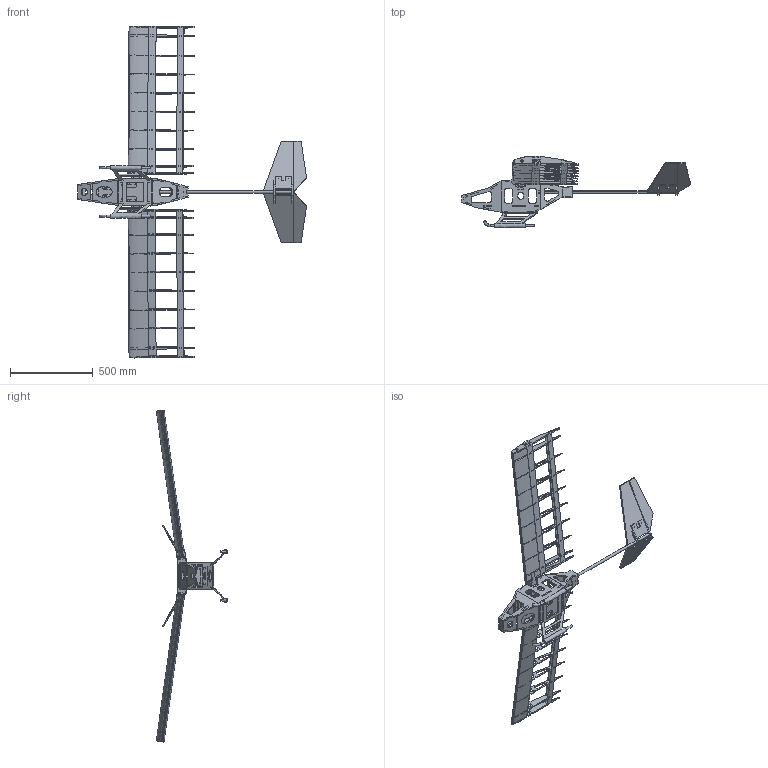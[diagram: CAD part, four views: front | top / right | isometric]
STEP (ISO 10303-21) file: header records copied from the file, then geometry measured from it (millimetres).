
FILE_DESCRIPTION(('FreeCAD Model'),'2;1');
FILE_NAME('Open CASCADE Shape Model','2025-04-27T15:08:16',('FreeCAD'),( 'FreeCAD'),'Open CASCADE STEP processor 7.6','FreeCAD','Unknown');
FILE_SCHEMA(('AUTOMOTIVE_DESIGN { 1 0 10303 214 1 1 1 1 }'));
Products named in the file (1): Open CASCADE STEP translator 7.6 1
Bounding box: 1384.28 x 431.13 x 2006.73 mm (x, y, z)
Volume: 8336411.4 mm3; surface area: 3577397.5 mm2
Topology: 76 solids, 76 shells, 2827 faces, 8015 edges, 5327 vertices
Faces by surface type: bspline 2827
Entity records: 123257 total; most frequent: CARTESIAN_POINT 74404, ORIENTED_EDGE 15990, EDGE_CURVE 7995, B_SPLINE_CURVE_WITH_KNOTS 7429, VERTEX_POINT 5327, FACE_BOUND 3286, EDGE_LOOP 3286, ADVANCED_FACE 2827
